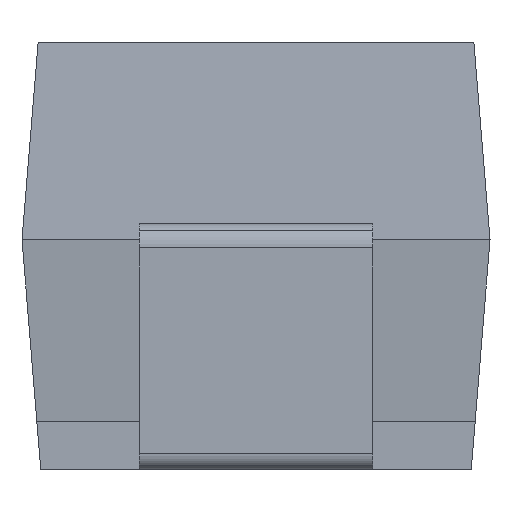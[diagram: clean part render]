
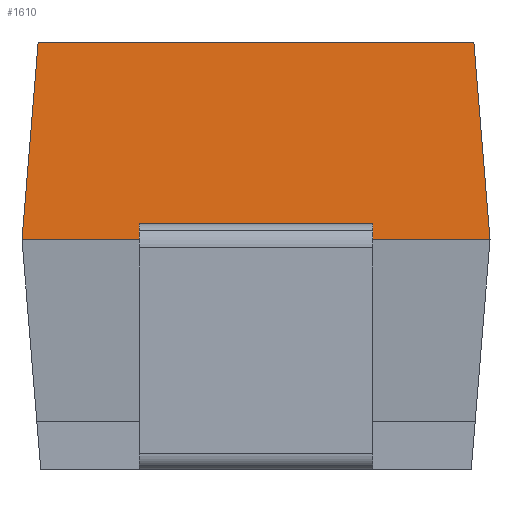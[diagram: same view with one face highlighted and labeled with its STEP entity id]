
A CAD part, left-side view. The second image highlights one B-rep face of the part: STEP entity #1610.
In plain terms, the highlighted planar face has unit normal (-0.997, 0, 0.081).
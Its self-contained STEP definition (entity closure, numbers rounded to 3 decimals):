
#1555=CARTESIAN_POINT('',(-2.275,1.35,2.65));
#1556=VERTEX_POINT('',#1555);
#1563=CARTESIAN_POINT('',(-2.275,-1.35,2.65));
#1564=VERTEX_POINT('',#1563);
#1565=CARTESIAN_POINT('',(-2.275,-1.35,2.65));
#1566=DIRECTION('',(0.0,1.0,0.0));
#1567=VECTOR('',#1566,2.7);
#1568=LINE('',#1565,#1567);
#1569=EDGE_CURVE('',#1564,#1556,#1568,.T.);
#1580=CARTESIAN_POINT('',(-2.325,0.725,2.037));
#1581=DIRECTION('',(-0.997,0.,0.081));
#1582=DIRECTION('',(0.081,0.,0.997));
#1583=AXIS2_PLACEMENT_3D('',#1580,#1581,#1582);
#1584=PLANE('',#1583);
#1585=ORIENTED_EDGE('',*,*,#1569,.T.);
#1586=CARTESIAN_POINT('',(-2.375,1.45,1.425));
#1587=VERTEX_POINT('',#1586);
#1588=CARTESIAN_POINT('',(-2.275,1.35,2.65));
#1589=DIRECTION('',(-0.081,0.081,-0.993));
#1590=VECTOR('',#1589,1.233);
#1591=LINE('',#1588,#1590);
#1592=EDGE_CURVE('',#1556,#1587,#1591,.T.);
#1593=ORIENTED_EDGE('',*,*,#1592,.T.);
#1594=CARTESIAN_POINT('',(-2.375,-1.45,1.425));
#1595=VERTEX_POINT('',#1594);
#1596=CARTESIAN_POINT('',(-2.375,1.45,1.425));
#1597=DIRECTION('',(0.0,-1.0,0.0));
#1598=VECTOR('',#1597,2.9);
#1599=LINE('',#1596,#1598);
#1600=EDGE_CURVE('',#1587,#1595,#1599,.T.);
#1601=ORIENTED_EDGE('',*,*,#1600,.T.);
#1602=CARTESIAN_POINT('',(-2.375,-1.45,1.425));
#1603=DIRECTION('',(0.081,0.081,0.993));
#1604=VECTOR('',#1603,1.233);
#1605=LINE('',#1602,#1604);
#1606=EDGE_CURVE('',#1595,#1564,#1605,.T.);
#1607=ORIENTED_EDGE('',*,*,#1606,.T.);
#1608=EDGE_LOOP('',(#1585,#1593,#1601,#1607));
#1609=FACE_OUTER_BOUND('',#1608,.T.);
#1610=ADVANCED_FACE('',(#1609),#1584,.T.);
